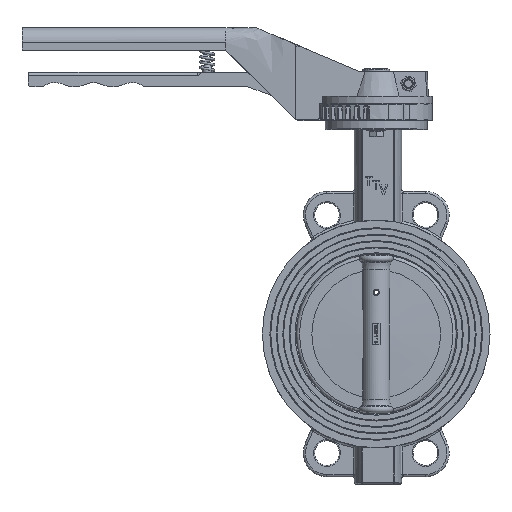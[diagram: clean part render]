
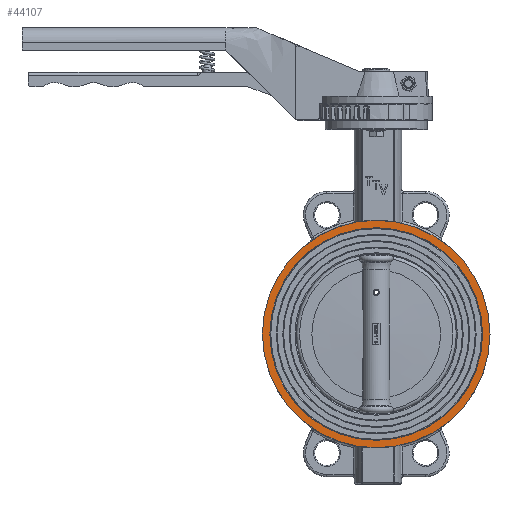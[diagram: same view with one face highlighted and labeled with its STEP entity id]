
A CAD part, top view. The second image highlights one B-rep face of the part: STEP entity #44107.
In plain terms, the highlighted planar face has unit normal (0, 0, 1).
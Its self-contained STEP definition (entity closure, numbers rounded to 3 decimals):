
#1496=CIRCLE('',#46574,99.05);
#1497=CIRCLE('',#46575,99.05);
#1641=CIRCLE('',#46769,106.);
#1642=CIRCLE('',#46770,106.);
#3551=FACE_BOUND('',#6828,.T.);
#4257=FACE_OUTER_BOUND('',#6827,.T.);
#6827=EDGE_LOOP('',(#29498,#29499));
#6828=EDGE_LOOP('',(#29500,#29501));
#17318=VERTEX_POINT('',#67124);
#17319=VERTEX_POINT('',#67126);
#17478=VERTEX_POINT('',#68206);
#17479=VERTEX_POINT('',#68208);
#21694=EDGE_CURVE('',#17318,#17319,#1496,.T.);
#21695=EDGE_CURVE('',#17319,#17318,#1497,.T.);
#21900=EDGE_CURVE('',#17478,#17479,#1641,.T.);
#21901=EDGE_CURVE('',#17479,#17478,#1642,.T.);
#29498=ORIENTED_EDGE('',*,*,#21901,.F.);
#29499=ORIENTED_EDGE('',*,*,#21900,.F.);
#29500=ORIENTED_EDGE('',*,*,#21695,.F.);
#29501=ORIENTED_EDGE('',*,*,#21694,.F.);
#40231=PLANE('',#46798);
#44107=ADVANCED_FACE('',(#4257,#3551),#40231,.F.);
#46574=AXIS2_PLACEMENT_3D('',#67127,#52047,#52048);
#46575=AXIS2_PLACEMENT_3D('',#67128,#52049,#52050);
#46769=AXIS2_PLACEMENT_3D('',#68209,#52476,#52477);
#46770=AXIS2_PLACEMENT_3D('',#68210,#52478,#52479);
#46798=AXIS2_PLACEMENT_3D('',#69166,#52548,#52549);
#52047=DIRECTION('center_axis',(0.,0.,1.));
#52048=DIRECTION('ref_axis',(1.,0.,0.));
#52049=DIRECTION('center_axis',(0.,0.,1.));
#52050=DIRECTION('ref_axis',(1.,0.,0.));
#52476=DIRECTION('center_axis',(0.,0.,-1.));
#52477=DIRECTION('ref_axis',(-1.,0.,0.));
#52478=DIRECTION('center_axis',(0.,0.,-1.));
#52479=DIRECTION('ref_axis',(-1.,0.,0.));
#52548=DIRECTION('center_axis',(0.,0.,-1.));
#52549=DIRECTION('ref_axis',(-1.,0.,0.));
#67124=CARTESIAN_POINT('',(3.145,54.728,440.394));
#67126=CARTESIAN_POINT('',(-194.955,54.728,440.394));
#67127=CARTESIAN_POINT('Origin',(-95.905,54.728,440.394));
#67128=CARTESIAN_POINT('Origin',(-95.905,54.728,440.394));
#68206=CARTESIAN_POINT('',(10.095,54.728,440.394));
#68208=CARTESIAN_POINT('',(-201.905,54.728,440.394));
#68209=CARTESIAN_POINT('Origin',(-95.905,54.728,440.394));
#68210=CARTESIAN_POINT('Origin',(-95.905,54.728,440.394));
#69166=CARTESIAN_POINT('Origin',(-95.905,129.378,440.394));
